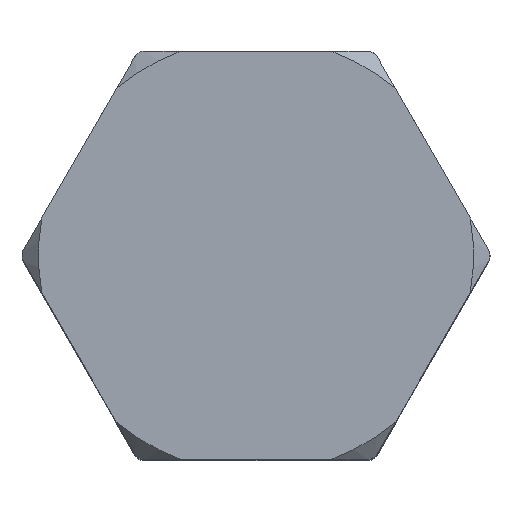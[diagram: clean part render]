
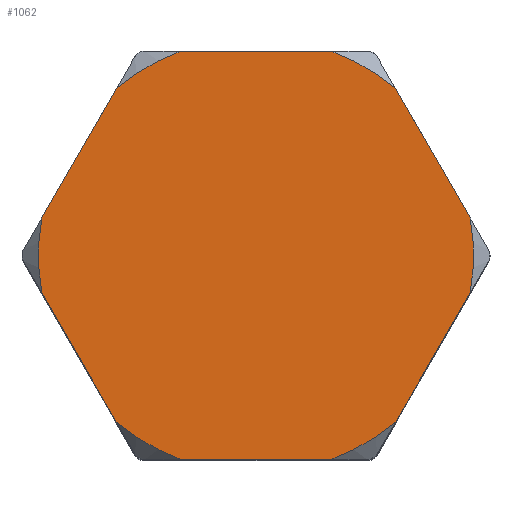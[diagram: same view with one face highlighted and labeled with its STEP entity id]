
A CAD part, top view. The second image highlights one B-rep face of the part: STEP entity #1062.
In plain terms, the highlighted planar face has unit normal (0, 0, 1).
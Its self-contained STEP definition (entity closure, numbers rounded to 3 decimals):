
#47=PLANE('',#1139);
#76=LINE('',#1723,#148);
#81=LINE('',#1735,#153);
#85=LINE('',#1746,#157);
#86=LINE('',#1750,#158);
#88=LINE('',#1755,#160);
#89=LINE('',#1756,#161);
#148=VECTOR('',#1273,6.414);
#153=VECTOR('',#1286,6.414);
#157=VECTOR('',#1298,6.414);
#158=VECTOR('',#1303,6.414);
#160=VECTOR('',#1309,6.414);
#161=VECTOR('',#1310,6.414);
#256=FACE_OUTER_BOUND('',#319,.T.);
#319=EDGE_LOOP('',(#814,#815,#816,#817,#818,#819,#820,#821,#822,#823,#824,
#825));
#398=CIRCLE('',#1108,9.319);
#399=CIRCLE('',#1110,9.319);
#400=CIRCLE('',#1112,9.319);
#401=CIRCLE('',#1114,9.319);
#402=CIRCLE('',#1116,9.319);
#403=CIRCLE('',#1118,9.319);
#459=VERTEX_POINT('',#1525);
#461=VERTEX_POINT('',#1530);
#464=VERTEX_POINT('',#1554);
#466=VERTEX_POINT('',#1559);
#469=VERTEX_POINT('',#1583);
#471=VERTEX_POINT('',#1588);
#474=VERTEX_POINT('',#1612);
#476=VERTEX_POINT('',#1617);
#479=VERTEX_POINT('',#1641);
#481=VERTEX_POINT('',#1646);
#484=VERTEX_POINT('',#1670);
#486=VERTEX_POINT('',#1675);
#570=EDGE_CURVE('',#461,#459,#398,.T.);
#575=EDGE_CURVE('',#466,#464,#399,.T.);
#580=EDGE_CURVE('',#471,#469,#400,.T.);
#585=EDGE_CURVE('',#476,#474,#401,.T.);
#590=EDGE_CURVE('',#481,#479,#402,.T.);
#595=EDGE_CURVE('',#486,#484,#403,.T.);
#611=EDGE_CURVE('',#476,#479,#76,.T.);
#618=EDGE_CURVE('',#481,#484,#81,.T.);
#624=EDGE_CURVE('',#461,#464,#85,.T.);
#626=EDGE_CURVE('',#486,#459,#86,.T.);
#629=EDGE_CURVE('',#471,#474,#88,.T.);
#630=EDGE_CURVE('',#466,#469,#89,.T.);
#814=ORIENTED_EDGE('',*,*,#595,.T.);
#815=ORIENTED_EDGE('',*,*,#618,.F.);
#816=ORIENTED_EDGE('',*,*,#590,.T.);
#817=ORIENTED_EDGE('',*,*,#611,.F.);
#818=ORIENTED_EDGE('',*,*,#585,.T.);
#819=ORIENTED_EDGE('',*,*,#629,.F.);
#820=ORIENTED_EDGE('',*,*,#580,.T.);
#821=ORIENTED_EDGE('',*,*,#630,.F.);
#822=ORIENTED_EDGE('',*,*,#575,.T.);
#823=ORIENTED_EDGE('',*,*,#624,.F.);
#824=ORIENTED_EDGE('',*,*,#570,.T.);
#825=ORIENTED_EDGE('',*,*,#626,.F.);
#1062=ADVANCED_FACE('',(#256),#47,.T.);
#1108=AXIS2_PLACEMENT_3D('',#1531,#1225,#1226);
#1110=AXIS2_PLACEMENT_3D('',#1560,#1229,#1230);
#1112=AXIS2_PLACEMENT_3D('',#1589,#1233,#1234);
#1114=AXIS2_PLACEMENT_3D('',#1618,#1237,#1238);
#1116=AXIS2_PLACEMENT_3D('',#1647,#1241,#1242);
#1118=AXIS2_PLACEMENT_3D('',#1676,#1245,#1246);
#1139=AXIS2_PLACEMENT_3D('',#1754,#1307,#1308);
#1225=DIRECTION('center_axis',(0.,0.,1.));
#1226=DIRECTION('ref_axis',(-1.,0.,0.));
#1229=DIRECTION('center_axis',(0.,0.,1.));
#1230=DIRECTION('ref_axis',(-1.,0.,0.));
#1233=DIRECTION('center_axis',(0.,0.,1.));
#1234=DIRECTION('ref_axis',(-1.,0.,0.));
#1237=DIRECTION('center_axis',(0.,0.,1.));
#1238=DIRECTION('ref_axis',(-1.,0.,0.));
#1241=DIRECTION('center_axis',(0.,0.,1.));
#1242=DIRECTION('ref_axis',(-1.,0.,0.));
#1245=DIRECTION('center_axis',(0.,0.,1.));
#1246=DIRECTION('ref_axis',(-1.,0.,0.));
#1273=DIRECTION('',(0.5,-0.866,0.));
#1286=DIRECTION('',(-0.5,-0.866,0.));
#1298=DIRECTION('',(-0.5,0.866,0.));
#1303=DIRECTION('',(-1.,0.,0.));
#1307=DIRECTION('center_axis',(0.,0.,1.));
#1308=DIRECTION('ref_axis',(1.,0.,0.));
#1309=DIRECTION('',(1.,0.,0.));
#1310=DIRECTION('',(0.5,0.866,0.));
#1525=CARTESIAN_POINT('',(-3.207,-8.75,0.));
#1530=CARTESIAN_POINT('',(-5.974,-7.152,0.));
#1531=CARTESIAN_POINT('Origin',(0.,0.,0.));
#1554=CARTESIAN_POINT('',(-9.181,-1.598,0.));
#1559=CARTESIAN_POINT('',(-9.181,1.598,0.));
#1560=CARTESIAN_POINT('Origin',(0.,0.,0.));
#1583=CARTESIAN_POINT('',(-5.974,7.152,0.));
#1588=CARTESIAN_POINT('',(-3.207,8.75,0.));
#1589=CARTESIAN_POINT('Origin',(0.,0.,0.));
#1612=CARTESIAN_POINT('',(3.207,8.75,0.));
#1617=CARTESIAN_POINT('',(5.974,7.152,0.));
#1618=CARTESIAN_POINT('Origin',(0.,0.,0.));
#1641=CARTESIAN_POINT('',(9.181,1.598,0.));
#1646=CARTESIAN_POINT('',(9.181,-1.598,0.));
#1647=CARTESIAN_POINT('Origin',(0.,0.,0.));
#1670=CARTESIAN_POINT('',(5.974,-7.152,0.));
#1675=CARTESIAN_POINT('',(3.207,-8.75,0.));
#1676=CARTESIAN_POINT('Origin',(0.,0.,0.));
#1723=CARTESIAN_POINT('',(5.052,8.75,0.));
#1735=CARTESIAN_POINT('',(10.104,0.,0.));
#1746=CARTESIAN_POINT('',(-5.052,-8.75,0.));
#1750=CARTESIAN_POINT('',(5.052,-8.75,0.));
#1754=CARTESIAN_POINT('Origin',(0.,0.,
0.));
#1755=CARTESIAN_POINT('',(-5.052,8.75,0.));
#1756=CARTESIAN_POINT('',(-10.104,0.,0.));
